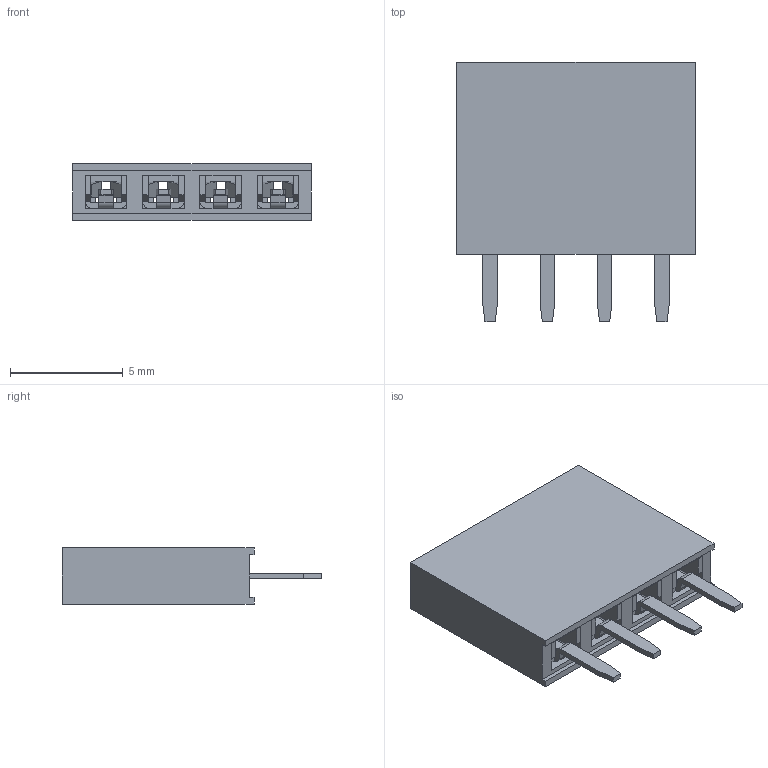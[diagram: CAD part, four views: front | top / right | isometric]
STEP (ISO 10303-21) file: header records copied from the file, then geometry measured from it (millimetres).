
FILE_DESCRIPTION((''),'2;1');
FILE_NAME('M20-7820446_ASM','2014-09-11T',('sbennett'),(''),'PRO/ENGINEER BY PARAMETRIC TECHNOLOGY CORPORATION, 2014090','PRO/ENGINEER BY PARAMETRIC TECHNOLOGY CORPORATION, 2014090','');
FILE_SCHEMA(('CONFIG_CONTROL_DESIGN'));
Length unit declared in the file: millimetre
Products named in the file (3): M20-78204_MOULD; M20-782_CONTACT; M20-7820446_ASM
Assembly tree (5 placements, depth 2):
  M20-7820446_ASM
    M20-78204_MOULD
    M20-782_CONTACT  x4
Bounding box: 10.56 x 11.5 x 2.5 mm (x, y, z)
Volume: 166.2 mm3; surface area: 639.4 mm2
Topology: 5 solids, 5 shells, 338 faces, 892 edges, 568 vertices
Faces by surface type: plane 250, cylinder 88
Entity records: 5066 total; most frequent: CARTESIAN_POINT 710, ORIENTED_EDGE 674, DIRECTION 647, PRESENTATION_STYLE_ASSIGNMENT 339, STYLED_ITEM 339, CURVE_STYLE 337, EDGE_CURVE 337, VECTOR 293
